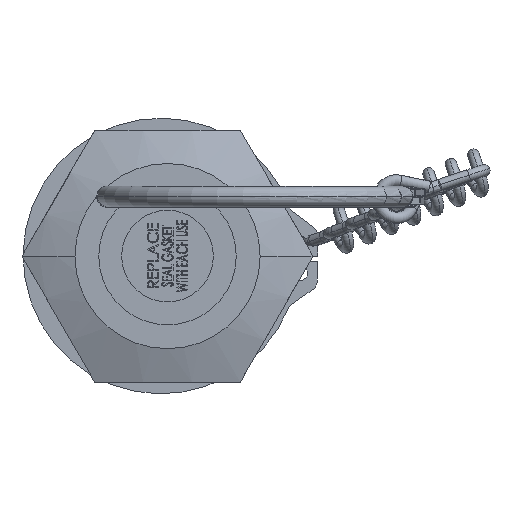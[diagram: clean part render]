
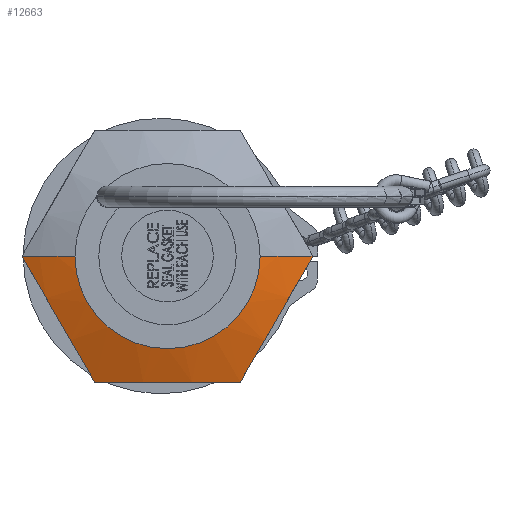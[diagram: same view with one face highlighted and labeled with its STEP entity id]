
A CAD part, left-side view. The second image highlights one B-rep face of the part: STEP entity #12663.
In plain terms, the highlighted spherical face has radius 50.572 mm.
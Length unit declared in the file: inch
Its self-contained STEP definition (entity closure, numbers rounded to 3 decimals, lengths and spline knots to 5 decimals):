
#400 = EDGE_CURVE ( 'NONE', #488, #19676, #25625, .T. ) ;
#488 = VERTEX_POINT ( 'NONE', #8654 ) ;
#1003 = DIRECTION ( 'NONE',  ( 0., 0.866, 0.5 ) ) ;
#1065 = DIRECTION ( 'NONE',  ( 0., -0.866, 0.5 ) ) ;
#1207 = CARTESIAN_POINT ( 'NONE',  ( 1.43342, 0., 0. ) ) ;
#1265 = CIRCLE ( 'NONE', #18233, 1.99102 ) ;
#1560 = VERTEX_POINT ( 'NONE', #13806 ) ;
#3255 = DIRECTION ( 'NONE',  ( 1., 0., 0. ) ) ;
#3433 = DIRECTION ( 'NONE',  ( 0., 0., 1. ) ) ;
#6334 = CARTESIAN_POINT ( 'NONE',  ( 1.43342, 0., 0. ) ) ;
#6411 = AXIS2_PLACEMENT_3D ( 'NONE', #34150, #1003, #20344 ) ;
#8640 = CIRCLE ( 'NONE', #9104, 0.505 ) ;
#8654 = CARTESIAN_POINT ( 'NONE',  ( -0.3925, 0.79386, 0. ) ) ;
#8981 = DIRECTION ( 'NONE',  ( 0., 1., 0. ) ) ;
#9104 = AXIS2_PLACEMENT_3D ( 'NONE', #14438, #33785, #3433 ) ;
#9391 = DIRECTION ( 'NONE',  ( 0., 1., 0. ) ) ;
#9580 = AXIS2_PLACEMENT_3D ( 'NONE', #1207, #31436, #9391 ) ;
#10150 = CARTESIAN_POINT ( 'NONE',  ( 1.43342, 0.59539, -0.34375 ) ) ;
#11466 = CARTESIAN_POINT ( 'NONE',  ( 1.43342, 0., -0.6875 ) ) ;
#12146 = EDGE_CURVE ( 'NONE', #12825, #1560, #8640, .T. ) ;
#12663 = ADVANCED_FACE ( 'NONE', ( #25081 ), #20747, .T. ) ;
#12825 = VERTEX_POINT ( 'NONE', #16061 ) ;
#13335 = CARTESIAN_POINT ( 'NONE',  ( -0.3925, 0.39693, -0.6875 ) ) ;
#13731 = CARTESIAN_POINT ( 'NONE',  ( -0.3925, -0.39693, -0.6875 ) ) ;
#13806 = CARTESIAN_POINT ( 'NONE',  ( -0.4925, -0.505, 0. ) ) ;
#14438 = CARTESIAN_POINT ( 'NONE',  ( -0.4925, 0., 0. ) ) ;
#14827 = ORIENTED_EDGE ( 'NONE', *, *, #12146, .F. ) ;
#14982 = ORIENTED_EDGE ( 'NONE', *, *, #19140, .T. ) ;
#16061 = CARTESIAN_POINT ( 'NONE',  ( -0.4925, 0.505, 0. ) ) ;
#16592 = DIRECTION ( 'NONE',  ( 1., 0., 0. ) ) ;
#16631 = ORIENTED_EDGE ( 'NONE', *, *, #32887, .T. ) ;
#16789 = DIRECTION ( 'NONE',  ( 0., 0., 1. ) ) ;
#18233 = AXIS2_PLACEMENT_3D ( 'NONE', #30461, #33033, #16592 ) ;
#19140 = EDGE_CURVE ( 'NONE', #20646, #25817, #23661, .T. ) ;
#19676 = VERTEX_POINT ( 'NONE', #13335 ) ;
#20344 = DIRECTION ( 'NONE',  ( 0., -0.5, 0.866 ) ) ;
#20535 = DIRECTION ( 'NONE',  ( 0., -0.5, -0.866 ) ) ;
#20646 = VERTEX_POINT ( 'NONE', #13731 ) ;
#20747 = SPHERICAL_SURFACE ( 'NONE', #9580, 1.99102 ) ;
#23661 = CIRCLE ( 'NONE', #6411, 1.86856 ) ;
#25081 = FACE_OUTER_BOUND ( 'NONE', #31761, .T. ) ;
#25585 = EDGE_CURVE ( 'NONE', #488, #12825, #1265, .T. ) ;
#25625 = CIRCLE ( 'NONE', #27531, 1.86856 ) ;
#25690 = DIRECTION ( 'NONE',  ( 0., 0., -1. ) ) ;
#25817 = VERTEX_POINT ( 'NONE', #31092 ) ;
#26783 = ORIENTED_EDGE ( 'NONE', *, *, #25585, .F. ) ;
#27399 = AXIS2_PLACEMENT_3D ( 'NONE', #6334, #25690, #8981 ) ;
#27531 = AXIS2_PLACEMENT_3D ( 'NONE', #10150, #1065, #20535 ) ;
#28224 = CIRCLE ( 'NONE', #27399, 1.99102 ) ;
#30461 = CARTESIAN_POINT ( 'NONE',  ( 1.43342, 0., 0. ) ) ;
#31092 = CARTESIAN_POINT ( 'NONE',  ( -0.3925, -0.79386, 0. ) ) ;
#31182 = EDGE_CURVE ( 'NONE', #19676, #20646, #33932, .T. ) ;
#31436 = DIRECTION ( 'NONE',  ( 0., 0., -1. ) ) ;
#31761 = EDGE_LOOP ( 'NONE', ( #14982, #16631, #14827, #26783, #33371, #33741 ) ) ;
#32687 = AXIS2_PLACEMENT_3D ( 'NONE', #11466, #16789, #3255 ) ;
#32887 = EDGE_CURVE ( 'NONE', #25817, #1560, #28224, .T. ) ;
#33033 = DIRECTION ( 'NONE',  ( 0., 0., 1. ) ) ;
#33371 = ORIENTED_EDGE ( 'NONE', *, *, #400, .T. ) ;
#33741 = ORIENTED_EDGE ( 'NONE', *, *, #31182, .T. ) ;
#33785 = DIRECTION ( 'NONE',  ( -1., 0., 0. ) ) ;
#33932 = CIRCLE ( 'NONE', #32687, 1.86856 ) ;
#34150 = CARTESIAN_POINT ( 'NONE',  ( 1.43342, -0.59539, -0.34375 ) ) ;
